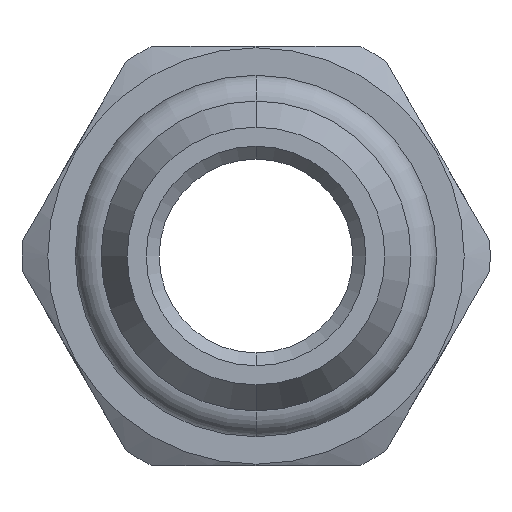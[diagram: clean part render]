
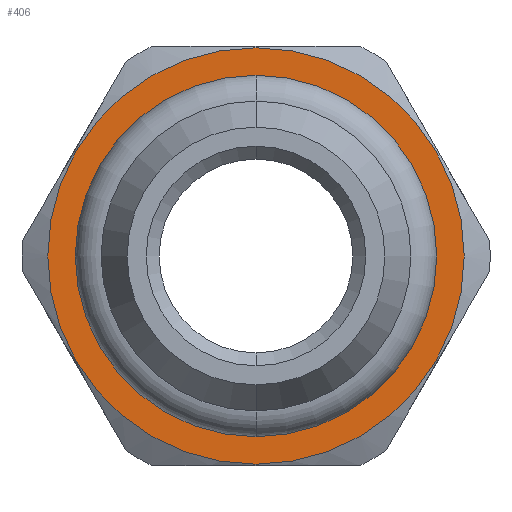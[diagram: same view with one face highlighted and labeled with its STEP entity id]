
A CAD part, front view. The second image highlights one B-rep face of the part: STEP entity #406.
In plain terms, the highlighted planar face has unit normal (0, -1, 0).
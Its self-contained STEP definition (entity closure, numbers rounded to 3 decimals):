
#219 = ORIENTED_EDGE ( 'NONE', *, *, #307, .T. ) ;
#301 = VERTEX_POINT ( 'NONE', #1366 ) ;
#302 = VERTEX_POINT ( 'NONE', #1363 ) ;
#307 = EDGE_CURVE ( 'NONE', #301, #302, #1341, .T. ) ;
#317 = VERTEX_POINT ( 'NONE', #1302 ) ;
#343 = VERTEX_POINT ( 'NONE', #975 ) ;
#347 = EDGE_CURVE ( 'NONE', #317, #343, #981, .T. ) ;
#406 = ADVANCED_FACE ( 'NONE', ( #1073, #1072 ), #1071, .T. ) ;
#409 = ORIENTED_EDGE ( 'NONE', *, *, #536, .T. ) ;
#411 = ORIENTED_EDGE ( 'NONE', *, *, #347, .T. ) ;
#494 = EDGE_LOOP ( 'NONE', ( #411, #495 ) ) ;
#495 = ORIENTED_EDGE ( 'NONE', *, *, #496, .T. ) ;
#496 = EDGE_CURVE ( 'NONE', #343, #317, #1146, .T. ) ;
#497 = EDGE_LOOP ( 'NONE', ( #409, #219 ) ) ;
#536 = EDGE_CURVE ( 'NONE', #302, #301, #1426, .T. ) ;
#975 = CARTESIAN_POINT ( 'NONE',  ( 0., 5., 6.45 ) ) ;
#978 = CARTESIAN_POINT ( 'NONE',  ( 0., 5., 0. ) ) ;
#979 = AXIS2_PLACEMENT_3D ( 'NONE', #978, #983, #982 ) ;
#981 = CIRCLE ( 'NONE', #979, 6.45 ) ;
#982 = DIRECTION ( 'NONE',  ( 0., 0., -1. ) ) ;
#983 = DIRECTION ( 'NONE',  ( 0., -1., 0. ) ) ;
#1068 = DIRECTION ( 'NONE',  ( 0., -1., 0. ) ) ;
#1069 = AXIS2_PLACEMENT_3D ( 'NONE', #1070, #1068, #1109 ) ;
#1070 = CARTESIAN_POINT ( 'NONE',  ( 6.15, 5., 0. ) ) ;
#1071 = PLANE ( 'NONE',  #1069 ) ;
#1072 = FACE_BOUND ( 'NONE', #497, .T. ) ;
#1073 = FACE_OUTER_BOUND ( 'NONE', #494, .T. ) ;
#1109 = DIRECTION ( 'NONE',  ( 0., 0., -1. ) ) ;
#1145 = CARTESIAN_POINT ( 'NONE',  ( 0., 5., 0. ) ) ;
#1146 = CIRCLE ( 'NONE', #1156, 6.45 ) ;
#1154 = DIRECTION ( 'NONE',  ( 0., 0., -1. ) ) ;
#1155 = DIRECTION ( 'NONE',  ( 0., -1., 0. ) ) ;
#1156 = AXIS2_PLACEMENT_3D ( 'NONE', #1145, #1155, #1154 ) ;
#1302 = CARTESIAN_POINT ( 'NONE',  ( 0., 5., -6.45 ) ) ;
#1337 = DIRECTION ( 'NONE',  ( 0., 0., -1. ) ) ;
#1338 = DIRECTION ( 'NONE',  ( 0., 1., 0. ) ) ;
#1339 = CARTESIAN_POINT ( 'NONE',  ( 0., 5., 0. ) ) ;
#1340 = AXIS2_PLACEMENT_3D ( 'NONE', #1339, #1338, #1337 ) ;
#1341 = CIRCLE ( 'NONE', #1340, 5.598 ) ;
#1363 = CARTESIAN_POINT ( 'NONE',  ( 0., 5., -5.598 ) ) ;
#1366 = CARTESIAN_POINT ( 'NONE',  ( 0., 5., 5.598 ) ) ;
#1411 = DIRECTION ( 'NONE',  ( 0., 0., -1. ) ) ;
#1412 = DIRECTION ( 'NONE',  ( 0., 1., 0. ) ) ;
#1424 = CARTESIAN_POINT ( 'NONE',  ( 0., 5., 0. ) ) ;
#1425 = AXIS2_PLACEMENT_3D ( 'NONE', #1424, #1412, #1411 ) ;
#1426 = CIRCLE ( 'NONE', #1425, 5.598 ) ;
